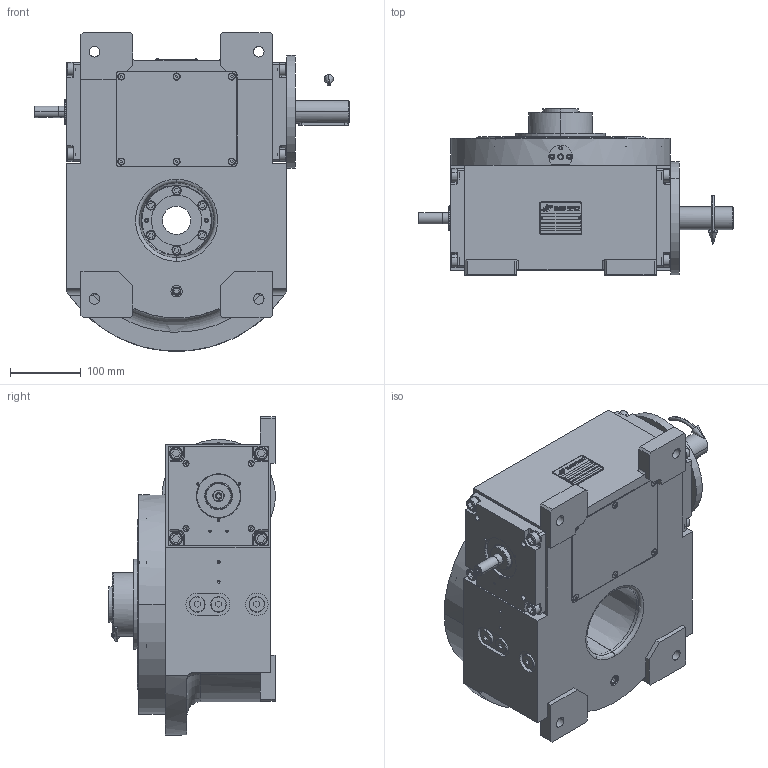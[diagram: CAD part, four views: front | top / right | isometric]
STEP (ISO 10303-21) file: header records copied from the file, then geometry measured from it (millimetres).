
FILE_DESCRIPTION (( 'STEP AP203' ), '1' );
FILE_NAME ('PC5200603.step', '2024-09-09T12:02:05', ( '' ), ( '' ), 'SwSTEP 2.0', 'SolidWorks 2020', '' );
FILE_SCHEMA (( 'CONFIG_CONTROL_DESIGN' ));
Length unit declared in the file: millimetre
Products named in the file (86): cfn2000_01_126; freccia_angolare_albero; cfn2107_01_001; cfn2104_01_005; rig09_004; cfn2000_01_099; cfn2003_01_054; CFN2010_02_002.stp; cfn2000_01_081; rig09_010_s_001; cfn2151_01_115; PC5200603; AS_rig09_016; rig09_001_a; AS_rig09_014; CFN2010_01_020.stp; 900_38_30_003; cfn2104_01_018; cfn2000_01_161; rig09_016; CFN2104_02_018.stp; AS_900_38_30_003; cfn2070_05_009; rig09_002_bl_003; RIG09_005_AF0.stp; rig09_071_8_m.stp; AS_rig09_004; cfn2155_01_196; CFN2203_02_002.stp; cfn2128_19_002; RIG09_021_AF0.stp; cfn2077_01_036; cfn2155_01_095; cfn2151_01_167; CFN2000_01_185.stp; AS_rig09_002_bl_003; CFN2223_02_004.stp; cfn2151_01_170; rig09_003_8; freccia_angolare ...
Assembly tree (74 placements, depth 5):
  cfn2151_01_115
  PC5200603
    rig09_001_a
    AS_cfn2476_01_002_60x46
      cfn2476_01_002_60x46
      cfn2107_01_001
      cfn2107_01_001
    AS_rig09_071_8_m
      rig09_071_8_m.stp
        RIG09_005_ASM.stp
          RIG09_005_AF0.stp
          RIG09_021_AF0.stp
          CFN2000_01_185.stp
          CFN2000_01_185.stp
          CFN2104_02_018.stp
        CFN2155_01_195.stp
        CFN2010_02_002.stp
      rig09_003_8
      cfn2000_01_099
      cfn2000_01_099
      cfn2000_01_099
      cfn2000_01_099
      cfn2000_01_099
      cfn2000_01_099
      cfn2000_01_099
      cfn2000_01_099
      cfn2104_01_018  x2
    AS_rig09_014
      rig09_014
      cfn2000_01_126
      cfn2000_01_126
      cfn2000_01_126
      cfn2000_01_126
      cfn2000_01_126
      cfn2000_01_126
      cfn2104_01_005
      cfn2155_01_196
      cfn2104_01_005
    AS_rig09_004
      rig09_004
      cfn2000_01_081
      cfn2155_01_095
      cfn2070_05_009
      cfn2000_01_081
      cfn2000_01_081
      cfn2000_01_081
    AS_rig09_004
      rig09_004
      cfn2000_01_081
      cfn2155_01_095
      cfn2070_05_009
      cfn2000_01_081
      cfn2000_01_081
      cfn2000_01_081
    AS_rig09_002_bl_003
      rig09_002_bl_003
      cfn2115_02_058
    rig09_010_s_001
    cfn2128_04_002  x3
    cfn2128_19_002
Bounding box: 444.5 x 235 x 450 mm (x, y, z)
Volume: 5212683.1 mm3; surface area: 1286948.5 mm2
Topology: 65 solids, 65 shells, 2037 faces, 5008 edges, 3207 vertices
Faces by surface type: plane 1035, cylinder 653, cone 314, torus 29, sphere 4, bspline 2
Entity records: 70791 total; most frequent: CARTESIAN_POINT 13938, DIRECTION 10169, ORIENTED_EDGE 9680, EDGE_CURVE 4840, AXIS2_PLACEMENT_3D 3513, VERTEX_POINT 3146, LINE 3143, VECTOR 3143
